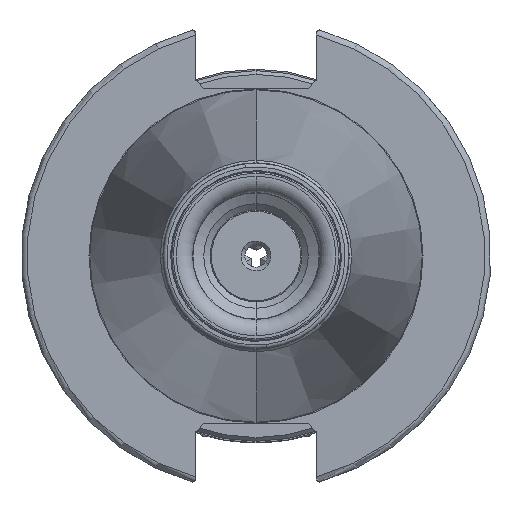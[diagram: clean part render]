
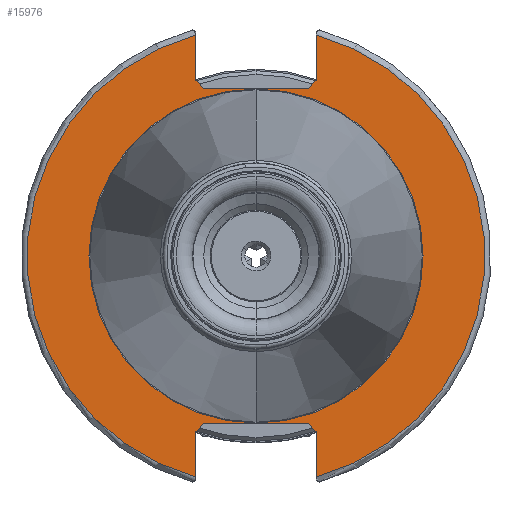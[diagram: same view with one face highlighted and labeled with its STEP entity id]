
A CAD part, front view. The second image highlights one B-rep face of the part: STEP entity #15976.
In plain terms, the highlighted face is planar.
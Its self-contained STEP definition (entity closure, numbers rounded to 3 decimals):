
#163 = VECTOR ( 'NONE', #31823, 1000. ) ;
#373 = VERTEX_POINT ( 'NONE', #31498 ) ;
#509 = DIRECTION ( 'NONE',  ( 0., 0., -1. ) ) ;
#1218 = CARTESIAN_POINT ( 'NONE',  ( 8.05, 23.6, -23.5 ) ) ;
#1637 = CARTESIAN_POINT ( 'NONE',  ( 7.05, 23.6, -22.5 ) ) ;
#1697 = CARTESIAN_POINT ( 'NONE',  ( 8.05, 23.6, 0. ) ) ;
#1792 = CARTESIAN_POINT ( 'NONE',  ( 0., 23.6, 0. ) ) ;
#2051 = VERTEX_POINT ( 'NONE', #33618 ) ;
#2127 = PLANE ( 'NONE',  #14617 ) ;
#2399 = CARTESIAN_POINT ( 'NONE',  ( 0., 23.6, 0. ) ) ;
#2411 = ORIENTED_EDGE ( 'NONE', *, *, #7148, .T. ) ;
#2684 = EDGE_LOOP ( 'NONE', ( #4734, #7451 ) ) ;
#2819 = CARTESIAN_POINT ( 'NONE',  ( -7.05, 23.6, -22.5 ) ) ;
#2974 = VERTEX_POINT ( 'NONE', #26766 ) ;
#3809 = CARTESIAN_POINT ( 'NONE',  ( 0., 23.6, 22.5 ) ) ;
#3858 = EDGE_CURVE ( 'NONE', #34769, #2051, #4037, .T. ) ;
#4037 = LINE ( 'NONE', #23261, #5012 ) ;
#4111 = DIRECTION ( 'NONE',  ( 0., -1., 0. ) ) ;
#4123 = CARTESIAN_POINT ( 'NONE',  ( -8.05, 23.6, 29.626 ) ) ;
#4273 = CARTESIAN_POINT ( 'NONE',  ( -8.05, 23.6, -29.626 ) ) ;
#4734 = ORIENTED_EDGE ( 'NONE', *, *, #6972, .T. ) ;
#4790 = DIRECTION ( 'NONE',  ( -1., 0., 0. ) ) ;
#4909 = DIRECTION ( 'NONE',  ( 0., -1., 0. ) ) ;
#5012 = VECTOR ( 'NONE', #4790, 1000. ) ;
#5536 = CARTESIAN_POINT ( 'NONE',  ( -8.05, 23.6, 23.5 ) ) ;
#5680 = DIRECTION ( 'NONE',  ( 0.707, 0., -0.707 ) ) ;
#6819 = LINE ( 'NONE', #34243, #28518 ) ;
#6856 = CARTESIAN_POINT ( 'NONE',  ( 0., 23.6, 0. ) ) ;
#6972 = EDGE_CURVE ( 'NONE', #32520, #33776, #12163, .T. ) ;
#7137 = CARTESIAN_POINT ( 'NONE',  ( 7.05, 23.6, 22.5 ) ) ;
#7148 = EDGE_CURVE ( 'NONE', #10228, #27805, #15996, .T. ) ;
#7451 = ORIENTED_EDGE ( 'NONE', *, *, #19076, .T. ) ;
#7683 = AXIS2_PLACEMENT_3D ( 'NONE', #10324, #4111, #32010 ) ;
#7702 = EDGE_CURVE ( 'NONE', #16390, #12942, #25123, .T. ) ;
#8074 = EDGE_CURVE ( 'NONE', #10228, #373, #26533, .T. ) ;
#8102 = LINE ( 'NONE', #2819, #35114 ) ;
#8183 = VECTOR ( 'NONE', #509, 1000. ) ;
#8233 = AXIS2_PLACEMENT_3D ( 'NONE', #6856, #9699, #31392 ) ;
#8581 = DIRECTION ( 'NONE',  ( 0., 1., 0. ) ) ;
#8821 = CARTESIAN_POINT ( 'NONE',  ( 7.05, 23.6, -22.5 ) ) ;
#8843 = LINE ( 'NONE', #8821, #37268 ) ;
#9140 = ORIENTED_EDGE ( 'NONE', *, *, #3858, .T. ) ;
#9152 = DIRECTION ( 'NONE',  ( -0.707, 0., -0.707 ) ) ;
#9194 = AXIS2_PLACEMENT_3D ( 'NONE', #1792, #4909, #20001 ) ;
#9591 = ORIENTED_EDGE ( 'NONE', *, *, #33381, .T. ) ;
#9613 = CIRCLE ( 'NONE', #7683, 22.4 ) ;
#9699 = DIRECTION ( 'NONE',  ( 0., 1., 0. ) ) ;
#9716 = CARTESIAN_POINT ( 'NONE',  ( 8.05, 23.6, 0. ) ) ;
#9771 = EDGE_CURVE ( 'NONE', #22348, #32085, #19661, .T. ) ;
#10228 = VERTEX_POINT ( 'NONE', #18578 ) ;
#10324 = CARTESIAN_POINT ( 'NONE',  ( 0., 23.6, 0. ) ) ;
#11210 = VERTEX_POINT ( 'NONE', #1218 ) ;
#11352 = CARTESIAN_POINT ( 'NONE',  ( -7.05, 23.6, 22.5 ) ) ;
#11484 = DIRECTION ( 'NONE',  ( 0.707, 0., 0.707 ) ) ;
#11765 = CARTESIAN_POINT ( 'NONE',  ( 7.05, 23.6, 22.5 ) ) ;
#12006 = ORIENTED_EDGE ( 'NONE', *, *, #7702, .T. ) ;
#12163 = CIRCLE ( 'NONE', #9194, 22.4 ) ;
#12942 = VERTEX_POINT ( 'NONE', #11352 ) ;
#13118 = EDGE_CURVE ( 'NONE', #36369, #373, #15714, .T. ) ;
#13173 = EDGE_CURVE ( 'NONE', #16390, #32085, #35459, .T. ) ;
#13386 = ORIENTED_EDGE ( 'NONE', *, *, #13118, .T. ) ;
#13768 = ORIENTED_EDGE ( 'NONE', *, *, #38871, .F. ) ;
#13771 = VECTOR ( 'NONE', #11484, 1000. ) ;
#14493 = ORIENTED_EDGE ( 'NONE', *, *, #8074, .F. ) ;
#14617 = AXIS2_PLACEMENT_3D ( 'NONE', #2399, #8581, #23733 ) ;
#14883 = DIRECTION ( 'NONE',  ( 0., 0., 1. ) ) ;
#15153 = EDGE_CURVE ( 'NONE', #11210, #34769, #8843, .T. ) ;
#15246 = DIRECTION ( 'NONE',  ( 0., 0., 1. ) ) ;
#15714 = LINE ( 'NONE', #11765, #13771 ) ;
#15976 = ADVANCED_FACE ( 'NONE', ( #16521, #20865 ), #2127, .T. ) ;
#15996 = CIRCLE ( 'NONE', #21361, 30.7 ) ;
#16390 = VERTEX_POINT ( 'NONE', #5536 ) ;
#16521 = FACE_OUTER_BOUND ( 'NONE', #34259, .T. ) ;
#18418 = CARTESIAN_POINT ( 'NONE',  ( 8.05, 23.6, -29.626 ) ) ;
#18578 = CARTESIAN_POINT ( 'NONE',  ( 8.05, 23.6, 29.626 ) ) ;
#18828 = VECTOR ( 'NONE', #35660, 1000. ) ;
#19017 = DIRECTION ( 'NONE',  ( 0., 0., 1. ) ) ;
#19076 = EDGE_CURVE ( 'NONE', #33776, #32520, #9613, .T. ) ;
#19661 = CIRCLE ( 'NONE', #8233, 30.7 ) ;
#20001 = DIRECTION ( 'NONE',  ( 0., 0., -1. ) ) ;
#20635 = CARTESIAN_POINT ( 'NONE',  ( 0., 23.6, 22.4 ) ) ;
#20865 = FACE_BOUND ( 'NONE', #2684, .T. ) ;
#20933 = ORIENTED_EDGE ( 'NONE', *, *, #9771, .T. ) ;
#21361 = AXIS2_PLACEMENT_3D ( 'NONE', #24175, #33495, #14883 ) ;
#21961 = CARTESIAN_POINT ( 'NONE',  ( -8.05, 23.6, 0. ) ) ;
#22348 = VERTEX_POINT ( 'NONE', #4273 ) ;
#22410 = CARTESIAN_POINT ( 'NONE',  ( 0., 23.6, -22.4 ) ) ;
#22787 = ORIENTED_EDGE ( 'NONE', *, *, #36382, .F. ) ;
#23184 = VECTOR ( 'NONE', #5680, 1000. ) ;
#23261 = CARTESIAN_POINT ( 'NONE',  ( 0., 23.6, -22.5 ) ) ;
#23733 = DIRECTION ( 'NONE',  ( 0., 0., 1. ) ) ;
#23920 = VECTOR ( 'NONE', #15246, 1000. ) ;
#24175 = CARTESIAN_POINT ( 'NONE',  ( 0., 23.6, 0. ) ) ;
#25123 = LINE ( 'NONE', #36776, #23184 ) ;
#26533 = LINE ( 'NONE', #1697, #18828 ) ;
#26766 = CARTESIAN_POINT ( 'NONE',  ( -8.05, 23.6, -23.5 ) ) ;
#27216 = LINE ( 'NONE', #3809, #163 ) ;
#27413 = ORIENTED_EDGE ( 'NONE', *, *, #37660, .T. ) ;
#27482 = LINE ( 'NONE', #9716, #8183 ) ;
#27805 = VERTEX_POINT ( 'NONE', #18418 ) ;
#28518 = VECTOR ( 'NONE', #19017, 1000. ) ;
#31392 = DIRECTION ( 'NONE',  ( 0., 0., 1. ) ) ;
#31498 = CARTESIAN_POINT ( 'NONE',  ( 8.05, 23.6, 23.5 ) ) ;
#31823 = DIRECTION ( 'NONE',  ( 1., 0., 0. ) ) ;
#32010 = DIRECTION ( 'NONE',  ( 0., 0., -1. ) ) ;
#32085 = VERTEX_POINT ( 'NONE', #4123 ) ;
#32520 = VERTEX_POINT ( 'NONE', #22410 ) ;
#33381 = EDGE_CURVE ( 'NONE', #12942, #36369, #27216, .T. ) ;
#33495 = DIRECTION ( 'NONE',  ( 0., 1., 0. ) ) ;
#33618 = CARTESIAN_POINT ( 'NONE',  ( -7.05, 23.6, -22.5 ) ) ;
#33776 = VERTEX_POINT ( 'NONE', #20635 ) ;
#34243 = CARTESIAN_POINT ( 'NONE',  ( -8.05, 23.6, 0. ) ) ;
#34259 = EDGE_LOOP ( 'NONE', ( #14493, #2411, #22787, #36573, #9140, #27413, #13768, #20933, #35107, #12006, #9591, #13386 ) ) ;
#34769 = VERTEX_POINT ( 'NONE', #1637 ) ;
#35107 = ORIENTED_EDGE ( 'NONE', *, *, #13173, .F. ) ;
#35114 = VECTOR ( 'NONE', #9152, 1000. ) ;
#35459 = LINE ( 'NONE', #21961, #23920 ) ;
#35660 = DIRECTION ( 'NONE',  ( 0., 0., -1. ) ) ;
#36369 = VERTEX_POINT ( 'NONE', #7137 ) ;
#36382 = EDGE_CURVE ( 'NONE', #11210, #27805, #27482, .T. ) ;
#36573 = ORIENTED_EDGE ( 'NONE', *, *, #15153, .T. ) ;
#36776 = CARTESIAN_POINT ( 'NONE',  ( -7.05, 23.6, 22.5 ) ) ;
#37268 = VECTOR ( 'NONE', #39924, 1000. ) ;
#37660 = EDGE_CURVE ( 'NONE', #2051, #2974, #8102, .T. ) ;
#38871 = EDGE_CURVE ( 'NONE', #22348, #2974, #6819, .T. ) ;
#39924 = DIRECTION ( 'NONE',  ( -0.707, 0., 0.707 ) ) ;
